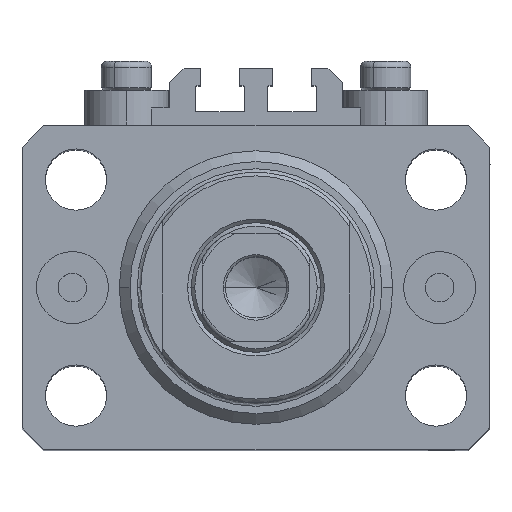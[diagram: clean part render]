
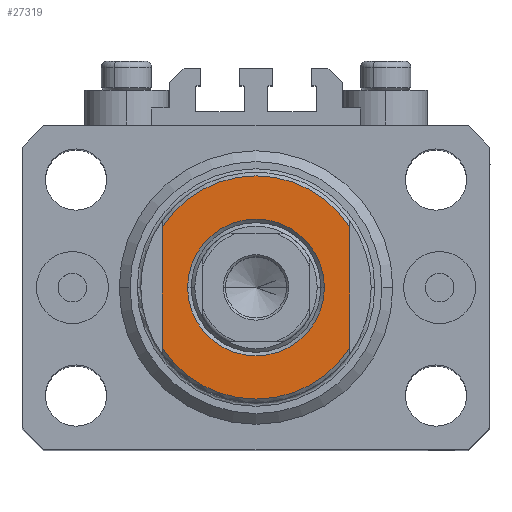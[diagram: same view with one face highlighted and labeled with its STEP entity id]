
A CAD part, top view. The second image highlights one B-rep face of the part: STEP entity #27319.
In plain terms, the highlighted face is planar.
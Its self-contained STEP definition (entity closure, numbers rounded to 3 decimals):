
#1140 = CIRCLE ( 'NONE', #11786, 9.5 ) ;
#1238 = VERTEX_POINT ( 'NONE', #39269 ) ;
#3441 = EDGE_LOOP ( 'NONE', ( #47120, #42170 ) ) ;
#5240 = AXIS2_PLACEMENT_3D ( 'NONE', #18625, #22421, #29122 ) ;
#5761 = EDGE_CURVE ( 'NONE', #1238, #39899, #23179, .T. ) ;
#6259 = AXIS2_PLACEMENT_3D ( 'NONE', #44599, #15270, #14808 ) ;
#7001 = CARTESIAN_POINT ( 'NONE',  ( 0., 0., -6.5 ) ) ;
#7851 = CARTESIAN_POINT ( 'NONE',  ( -13., -43.081, -6.5 ) ) ;
#8407 = EDGE_LOOP ( 'NONE', ( #27763, #28689, #26546, #17536 ) ) ;
#11786 = AXIS2_PLACEMENT_3D ( 'NONE', #20936, #35955, #21405 ) ;
#13747 = EDGE_CURVE ( 'NONE', #29029, #20043, #37247, .T. ) ;
#14054 = AXIS2_PLACEMENT_3D ( 'NONE', #44207, #26287, #43980 ) ;
#14808 = DIRECTION ( 'NONE',  ( -1., 0., 0. ) ) ;
#15270 = DIRECTION ( 'NONE',  ( 0., 0., -1. ) ) ;
#16105 = EDGE_CURVE ( 'NONE', #20043, #27076, #23539, .T. ) ;
#16459 = VECTOR ( 'NONE', #26486, 1000. ) ;
#17536 = ORIENTED_EDGE ( 'NONE', *, *, #18163, .F. ) ;
#18147 = CARTESIAN_POINT ( 'NONE',  ( 13., -8.441, -6.5 ) ) ;
#18163 = EDGE_CURVE ( 'NONE', #35310, #27076, #25979, .T. ) ;
#18625 = CARTESIAN_POINT ( 'NONE',  ( 0., 0., -6.5 ) ) ;
#18868 = CIRCLE ( 'NONE', #25684, 15.5 ) ;
#19066 = VECTOR ( 'NONE', #37211, 1000. ) ;
#20043 = VERTEX_POINT ( 'NONE', #18147 ) ;
#20520 = CARTESIAN_POINT ( 'NONE',  ( 13., 8.441, -6.5 ) ) ;
#20936 = CARTESIAN_POINT ( 'NONE',  ( 0., 0., -6.5 ) ) ;
#21405 = DIRECTION ( 'NONE',  ( -1., 0., 0. ) ) ;
#22421 = DIRECTION ( 'NONE',  ( 0., 0., -1. ) ) ;
#23179 = CIRCLE ( 'NONE', #14054, 9.5 ) ;
#23539 = CIRCLE ( 'NONE', #5240, 15.5 ) ;
#25516 = FACE_OUTER_BOUND ( 'NONE', #8407, .T. ) ;
#25684 = AXIS2_PLACEMENT_3D ( 'NONE', #7001, #28243, #47100 ) ;
#25979 = LINE ( 'NONE', #7851, #19066 ) ;
#26287 = DIRECTION ( 'NONE',  ( 0., 0., 1. ) ) ;
#26486 = DIRECTION ( 'NONE',  ( 0., -1., 0. ) ) ;
#26546 = ORIENTED_EDGE ( 'NONE', *, *, #16105, .T. ) ;
#27076 = VERTEX_POINT ( 'NONE', #31270 ) ;
#27319 = ADVANCED_FACE ( 'NONE', ( #29811, #25516 ), #44140, .T. ) ;
#27763 = ORIENTED_EDGE ( 'NONE', *, *, #45342, .T. ) ;
#28243 = DIRECTION ( 'NONE',  ( 0., 0., -1. ) ) ;
#28689 = ORIENTED_EDGE ( 'NONE', *, *, #13747, .T. ) ;
#29029 = VERTEX_POINT ( 'NONE', #20520 ) ;
#29122 = DIRECTION ( 'NONE',  ( -1., 0., 0. ) ) ;
#29811 = FACE_BOUND ( 'NONE', #3441, .T. ) ;
#30641 = CARTESIAN_POINT ( 'NONE',  ( -13., 8.441, -6.5 ) ) ;
#31270 = CARTESIAN_POINT ( 'NONE',  ( -13., -8.441, -6.5 ) ) ;
#35310 = VERTEX_POINT ( 'NONE', #30641 ) ;
#35955 = DIRECTION ( 'NONE',  ( 0., 0., 1. ) ) ;
#37211 = DIRECTION ( 'NONE',  ( 0., -1., 0. ) ) ;
#37247 = LINE ( 'NONE', #44636, #16459 ) ;
#39133 = EDGE_CURVE ( 'NONE', #39899, #1238, #1140, .T. ) ;
#39269 = CARTESIAN_POINT ( 'NONE',  ( 9.5, 0., -6.5 ) ) ;
#39899 = VERTEX_POINT ( 'NONE', #44804 ) ;
#42170 = ORIENTED_EDGE ( 'NONE', *, *, #5761, .T. ) ;
#43980 = DIRECTION ( 'NONE',  ( -1., 0., 0. ) ) ;
#44140 = PLANE ( 'NONE',  #6259 ) ;
#44207 = CARTESIAN_POINT ( 'NONE',  ( 0., 0., -6.5 ) ) ;
#44599 = CARTESIAN_POINT ( 'NONE',  ( 0., 0., -6.5 ) ) ;
#44636 = CARTESIAN_POINT ( 'NONE',  ( 13., -43.081, -6.5 ) ) ;
#44804 = CARTESIAN_POINT ( 'NONE',  ( -9.5, 0., -6.5 ) ) ;
#45342 = EDGE_CURVE ( 'NONE', #35310, #29029, #18868, .T. ) ;
#47100 = DIRECTION ( 'NONE',  ( -1., 0., 0. ) ) ;
#47120 = ORIENTED_EDGE ( 'NONE', *, *, #39133, .T. ) ;
